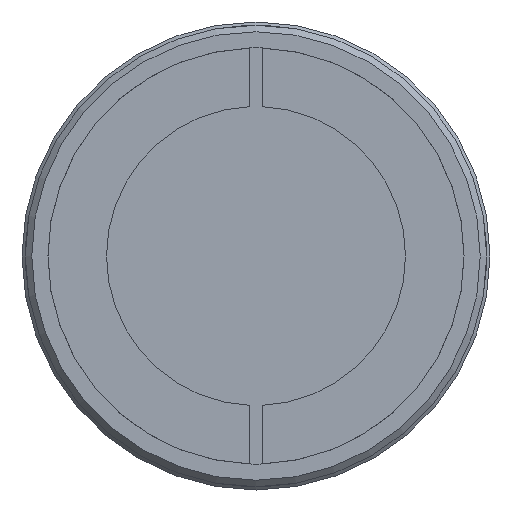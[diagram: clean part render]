
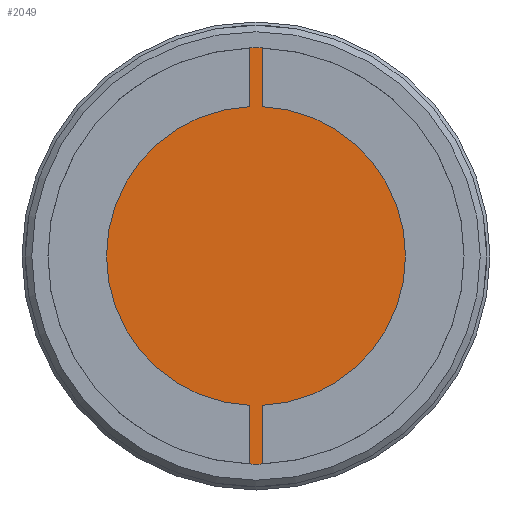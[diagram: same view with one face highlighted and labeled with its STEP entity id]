
A CAD part, front view. The second image highlights one B-rep face of the part: STEP entity #2049.
In plain terms, the highlighted planar face has unit normal (0, -1, 0).
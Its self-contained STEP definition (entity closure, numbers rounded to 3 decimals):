
#1705=CARTESIAN_POINT('',(97.027,-353.227,42.389));
#1706=VERTEX_POINT('',#1705);
#1713=CARTESIAN_POINT('',(97.027,-353.227,65.367));
#1714=VERTEX_POINT('',#1713);
#1715=CARTESIAN_POINT('',(97.527,-353.227,53.878));
#1716=DIRECTION('',(0.0,-1.0,0.0));
#1717=DIRECTION('',(0.0,0.0,1.0));
#1718=AXIS2_PLACEMENT_3D('',#1715,#1716,#1717);
#1719=CIRCLE('',#1718,11.5);
#1720=EDGE_CURVE('',#1714,#1706,#1719,.T.);
#1745=CARTESIAN_POINT('',(98.027,-353.227,42.389));
#1746=VERTEX_POINT('',#1745);
#1764=CARTESIAN_POINT('',(98.027,-353.227,65.367));
#1765=VERTEX_POINT('',#1764);
#1772=CARTESIAN_POINT('',(97.527,-353.227,53.878));
#1773=DIRECTION('',(0.0,-1.0,0.0));
#1774=DIRECTION('',(0.0,0.0,1.0));
#1775=AXIS2_PLACEMENT_3D('',#1772,#1773,#1774);
#1776=CIRCLE('',#1775,11.5);
#1777=EDGE_CURVE('',#1746,#1765,#1776,.T.);
#1851=CARTESIAN_POINT('',(98.027,-353.227,37.885));
#1852=VERTEX_POINT('',#1851);
#1859=CARTESIAN_POINT('',(98.027,-353.227,69.87));
#1860=VERTEX_POINT('',#1859);
#1861=CARTESIAN_POINT('',(97.527,-353.227,53.878));
#1862=DIRECTION('',(0.0,-1.0,0.0));
#1863=DIRECTION('',(0.0,0.0,1.0));
#1864=AXIS2_PLACEMENT_3D('',#1861,#1862,#1863);
#1865=CIRCLE('',#1864,16.0);
#1866=EDGE_CURVE('',#1852,#1860,#1865,.T.);
#1883=CARTESIAN_POINT('',(97.027,-353.227,37.885));
#1884=VERTEX_POINT('',#1883);
#1892=CARTESIAN_POINT('',(97.027,-353.227,69.87));
#1893=VERTEX_POINT('',#1892);
#1900=CARTESIAN_POINT('',(97.527,-353.227,53.878));
#1901=DIRECTION('',(0.0,-1.0,0.0));
#1902=DIRECTION('',(0.0,0.0,1.0));
#1903=AXIS2_PLACEMENT_3D('',#1900,#1901,#1902);
#1904=CIRCLE('',#1903,16.0);
#1905=EDGE_CURVE('',#1893,#1884,#1904,.T.);
#1910=CARTESIAN_POINT('',(97.527,-353.227,53.878));
#1911=DIRECTION('',(0.0,1.0,0.0));
#1912=DIRECTION('',(0.0,0.0,1.0));
#1913=AXIS2_PLACEMENT_3D('',#1910,#1911,#1912);
#1914=PLANE('',#1913);
#1915=CARTESIAN_POINT('',(98.027,-353.227,37.88));
#1916=VERTEX_POINT('',#1915);
#1917=CARTESIAN_POINT('',(98.027,-353.227,69.875));
#1918=VERTEX_POINT('',#1917);
#1919=CARTESIAN_POINT('',(97.527,-353.227,53.878));
#1920=DIRECTION('',(0.0,-1.0,0.0));
#1921=DIRECTION('',(0.0,0.0,1.0));
#1922=AXIS2_PLACEMENT_3D('',#1919,#1920,#1921);
#1923=CIRCLE('',#1922,16.005);
#1924=EDGE_CURVE('',#1916,#1918,#1923,.T.);
#1925=ORIENTED_EDGE('',*,*,#1924,.T.);
#1926=CARTESIAN_POINT('',(98.027,-353.227,69.878));
#1927=VERTEX_POINT('',#1926);
#1928=CARTESIAN_POINT('',(98.027,-353.227,69.875));
#1929=DIRECTION('',(0.0,0.0,1.0));
#1930=VECTOR('',#1929,0.003);
#1931=LINE('',#1928,#1930);
#1932=EDGE_CURVE('',#1918,#1927,#1931,.T.);
#1933=ORIENTED_EDGE('',*,*,#1932,.T.);
#1934=CARTESIAN_POINT('',(97.927,-353.227,69.878));
#1935=VERTEX_POINT('',#1934);
#1936=CARTESIAN_POINT('',(98.027,-353.227,69.878));
#1937=DIRECTION('',(-1.0,0.0,0.0));
#1938=VECTOR('',#1937,0.1);
#1939=LINE('',#1936,#1938);
#1940=EDGE_CURVE('',#1927,#1935,#1939,.T.);
#1941=ORIENTED_EDGE('',*,*,#1940,.T.);
#1942=CARTESIAN_POINT('',(97.127,-353.227,69.878));
#1943=VERTEX_POINT('',#1942);
#1944=CARTESIAN_POINT('',(97.527,-353.227,53.878));
#1945=DIRECTION('',(0.0,-1.0,0.0));
#1946=DIRECTION('',(0.0,0.0,1.0));
#1947=AXIS2_PLACEMENT_3D('',#1944,#1945,#1946);
#1948=CIRCLE('',#1947,16.005);
#1949=EDGE_CURVE('',#1935,#1943,#1948,.T.);
#1950=ORIENTED_EDGE('',*,*,#1949,.T.);
#1951=CARTESIAN_POINT('',(97.027,-353.227,69.878));
#1952=VERTEX_POINT('',#1951);
#1953=CARTESIAN_POINT('',(97.127,-353.227,69.878));
#1954=DIRECTION('',(-1.0,0.0,0.0));
#1955=VECTOR('',#1954,0.1);
#1956=LINE('',#1953,#1955);
#1957=EDGE_CURVE('',#1943,#1952,#1956,.T.);
#1958=ORIENTED_EDGE('',*,*,#1957,.T.);
#1959=CARTESIAN_POINT('',(97.027,-353.227,69.875));
#1960=VERTEX_POINT('',#1959);
#1961=CARTESIAN_POINT('',(97.027,-353.227,69.878));
#1962=DIRECTION('',(0.0,0.0,-1.0));
#1963=VECTOR('',#1962,0.003);
#1964=LINE('',#1961,#1963);
#1965=EDGE_CURVE('',#1952,#1960,#1964,.T.);
#1966=ORIENTED_EDGE('',*,*,#1965,.T.);
#1967=CARTESIAN_POINT('',(97.027,-353.227,37.88));
#1968=VERTEX_POINT('',#1967);
#1969=CARTESIAN_POINT('',(97.527,-353.227,53.878));
#1970=DIRECTION('',(0.0,-1.0,0.0));
#1971=DIRECTION('',(0.0,0.0,1.0));
#1972=AXIS2_PLACEMENT_3D('',#1969,#1970,#1971);
#1973=CIRCLE('',#1972,16.005);
#1974=EDGE_CURVE('',#1960,#1968,#1973,.T.);
#1975=ORIENTED_EDGE('',*,*,#1974,.T.);
#1976=CARTESIAN_POINT('',(97.027,-353.227,37.878));
#1977=VERTEX_POINT('',#1976);
#1978=CARTESIAN_POINT('',(97.027,-353.227,37.88));
#1979=DIRECTION('',(0.0,0.0,-1.0));
#1980=VECTOR('',#1979,0.003);
#1981=LINE('',#1978,#1980);
#1982=EDGE_CURVE('',#1968,#1977,#1981,.T.);
#1983=ORIENTED_EDGE('',*,*,#1982,.T.);
#1984=CARTESIAN_POINT('',(97.127,-353.227,37.878));
#1985=VERTEX_POINT('',#1984);
#1986=CARTESIAN_POINT('',(97.027,-353.227,37.878));
#1987=DIRECTION('',(1.0,0.0,0.0));
#1988=VECTOR('',#1987,0.1);
#1989=LINE('',#1986,#1988);
#1990=EDGE_CURVE('',#1977,#1985,#1989,.T.);
#1991=ORIENTED_EDGE('',*,*,#1990,.T.);
#1992=CARTESIAN_POINT('',(97.927,-353.227,37.878));
#1993=VERTEX_POINT('',#1992);
#1994=CARTESIAN_POINT('',(97.527,-353.227,53.878));
#1995=DIRECTION('',(0.0,-1.0,0.0));
#1996=DIRECTION('',(0.0,0.0,1.0));
#1997=AXIS2_PLACEMENT_3D('',#1994,#1995,#1996);
#1998=CIRCLE('',#1997,16.005);
#1999=EDGE_CURVE('',#1985,#1993,#1998,.T.);
#2000=ORIENTED_EDGE('',*,*,#1999,.T.);
#2001=CARTESIAN_POINT('',(98.027,-353.227,37.878));
#2002=VERTEX_POINT('',#2001);
#2003=CARTESIAN_POINT('',(97.927,-353.227,37.878));
#2004=DIRECTION('',(1.0,0.0,0.0));
#2005=VECTOR('',#2004,0.1);
#2006=LINE('',#2003,#2005);
#2007=EDGE_CURVE('',#1993,#2002,#2006,.T.);
#2008=ORIENTED_EDGE('',*,*,#2007,.T.);
#2009=CARTESIAN_POINT('',(98.027,-353.227,37.878));
#2010=DIRECTION('',(0.0,0.0,1.0));
#2011=VECTOR('',#2010,0.003);
#2012=LINE('',#2009,#2011);
#2013=EDGE_CURVE('',#2002,#1916,#2012,.T.);
#2014=ORIENTED_EDGE('',*,*,#2013,.T.);
#2015=EDGE_LOOP('',(#1925,#1933,#1941,#1950,#1958,#1966,#1975,#1983,#1991,#2000,#2008,#2014));
#2016=FACE_OUTER_BOUND('',#2015,.T.);
#2017=ORIENTED_EDGE('',*,*,#1905,.F.);
#2018=CARTESIAN_POINT('',(97.027,-353.227,69.87));
#2019=DIRECTION('',(0.0,0.0,-1.0));
#2020=VECTOR('',#2019,4.503);
#2021=LINE('',#2018,#2020);
#2022=EDGE_CURVE('',#1893,#1714,#2021,.T.);
#2023=ORIENTED_EDGE('',*,*,#2022,.T.);
#2024=ORIENTED_EDGE('',*,*,#1720,.T.);
#2025=CARTESIAN_POINT('',(97.027,-353.227,42.389));
#2026=DIRECTION('',(0.0,0.0,-1.0));
#2027=VECTOR('',#2026,4.503);
#2028=LINE('',#2025,#2027);
#2029=EDGE_CURVE('',#1706,#1884,#2028,.T.);
#2030=ORIENTED_EDGE('',*,*,#2029,.T.);
#2031=EDGE_LOOP('',(#2017,#2023,#2024,#2030));
#2032=FACE_BOUND('',#2031,.T.);
#2033=CARTESIAN_POINT('',(98.027,-353.227,37.885));
#2034=DIRECTION('',(0.0,0.0,1.0));
#2035=VECTOR('',#2034,4.503);
#2036=LINE('',#2033,#2035);
#2037=EDGE_CURVE('',#1852,#1746,#2036,.T.);
#2038=ORIENTED_EDGE('',*,*,#2037,.T.);
#2039=ORIENTED_EDGE('',*,*,#1777,.T.);
#2040=CARTESIAN_POINT('',(98.027,-353.227,65.367));
#2041=DIRECTION('',(0.0,0.0,1.0));
#2042=VECTOR('',#2041,4.503);
#2043=LINE('',#2040,#2042);
#2044=EDGE_CURVE('',#1765,#1860,#2043,.T.);
#2045=ORIENTED_EDGE('',*,*,#2044,.T.);
#2046=ORIENTED_EDGE('',*,*,#1866,.F.);
#2047=EDGE_LOOP('',(#2038,#2039,#2045,#2046));
#2048=FACE_BOUND('',#2047,.T.);
#2049=ADVANCED_FACE('',(#2016,#2032,#2048),#1914,.F.);
